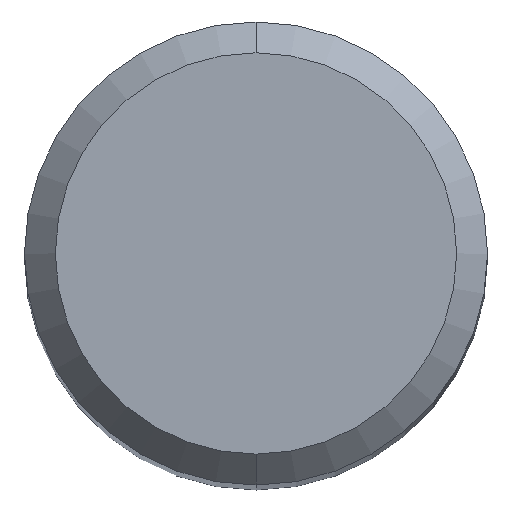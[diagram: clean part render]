
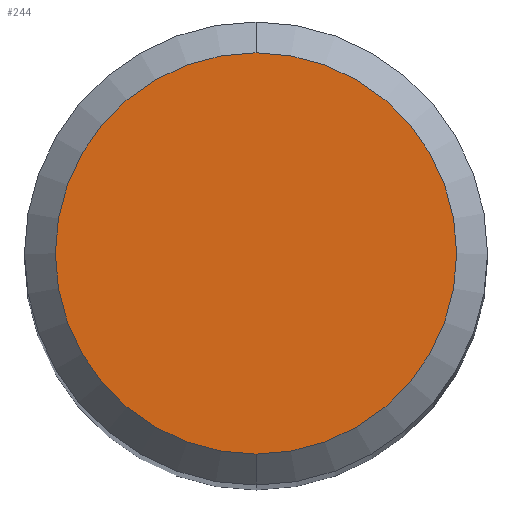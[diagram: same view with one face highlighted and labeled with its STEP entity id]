
A CAD part, top view. The second image highlights one B-rep face of the part: STEP entity #244.
In plain terms, the highlighted planar face has unit normal (0, 0, 1).
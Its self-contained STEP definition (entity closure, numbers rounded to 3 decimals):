
#144=EDGE_CURVE('',#212,#218,#313,.T.);
#180=EDGE_CURVE('',#218,#212,#356,.T.);
#212=VERTEX_POINT('',#391);
#218=VERTEX_POINT('',#399);
#244=ADVANCED_FACE('',(#427),#428,.T.);
#313=CIRCLE('',#500,2.6);
#356=CIRCLE('',#548,2.6);
#391=CARTESIAN_POINT('',(0.0,2.6,0.0));
#399=CARTESIAN_POINT('',(0.,-2.6,0.0));
#427=FACE_OUTER_BOUND('',#642,.T.);
#428=PLANE('',#643);
#500=AXIS2_PLACEMENT_3D('',#705,#706,#707);
#548=AXIS2_PLACEMENT_3D('',#765,#766,#767);
#642=EDGE_LOOP('',(#862,#863));
#643=AXIS2_PLACEMENT_3D('',#864,#865,#866);
#705=CARTESIAN_POINT('',(0.0,0.0,0.0));
#706=DIRECTION('',(0.0,0.0,-1.0));
#707=DIRECTION('',(0.0,1.0,0.0));
#765=CARTESIAN_POINT('',(0.0,0.0,0.0));
#766=DIRECTION('',(0.0,0.0,-1.0));
#767=DIRECTION('',(0.0,1.0,0.0));
#862=ORIENTED_EDGE('',*,*,#144,.F.);
#863=ORIENTED_EDGE('',*,*,#180,.F.);
#864=CARTESIAN_POINT('',(0.0,1.3,0.0));
#865=DIRECTION('',(-0.0,0.0,1.0));
#866=DIRECTION('',(0.0,-1.0,0.0));
